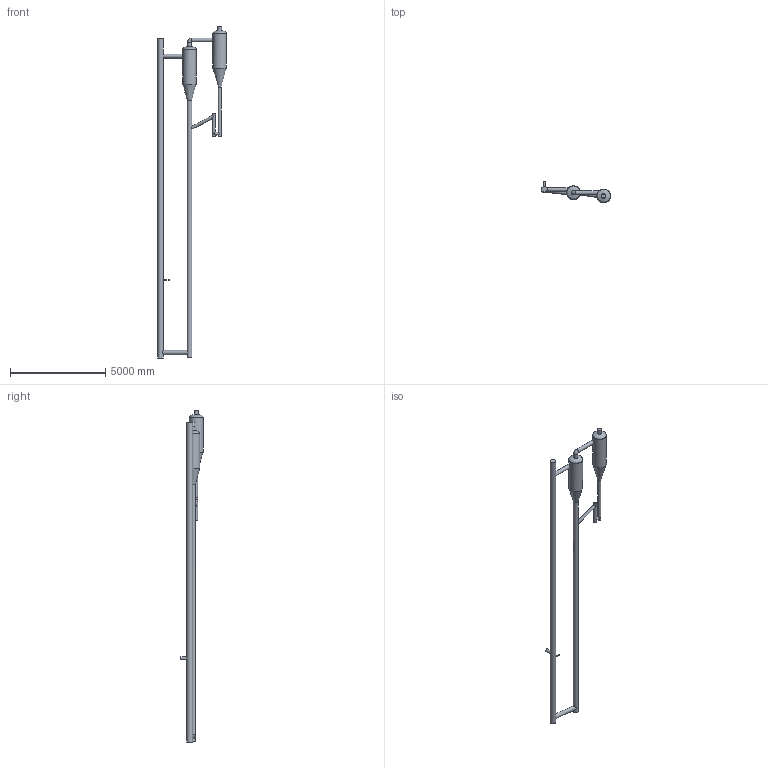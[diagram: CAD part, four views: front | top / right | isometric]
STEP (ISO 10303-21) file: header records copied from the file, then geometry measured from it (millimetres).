
FILE_DESCRIPTION((''),'2;1');
FILE_NAME('CFB.stp','2010-06-02T09:55:31',('Layfielk'),(''),'Autodesk Inventor 2009','Autodesk Inventor 2009','');
FILE_SCHEMA(('AUTOMOTIVE_DESIGN { 1 0 10303 214 1 1 1 1 }'));
Length unit declared in the file: inch
Products named in the file (1): CFB
Bounding box: 3616.32 x 1158.88 x 17430.75 mm (x, y, z)
Volume: 4040828399.4 mm3; surface area: 47185093.6 mm2
Topology: 1 solids, 1 shells, 40 faces, 98 edges, 65 vertices
Faces by surface type: plane 18, cylinder 17, cone 2, bspline 2, torus 1
Full cylindrical faces by diameter (mm): 19.05 x1, 150 x1, 152.4 x4, 203.2 x4, 228.6 x3, 254 x1, 304.8 x1, 717.55 x2
Entity records: 1739 total; most frequent: CARTESIAN_POINT 961, DIRECTION 147, ORIENTED_EDGE 102, EDGE_LOOP 75, AXIS2_PLACEMENT_3D 73, EDGE_CURVE 51, VERTEX_POINT 44, STYLED_ITEM 41
